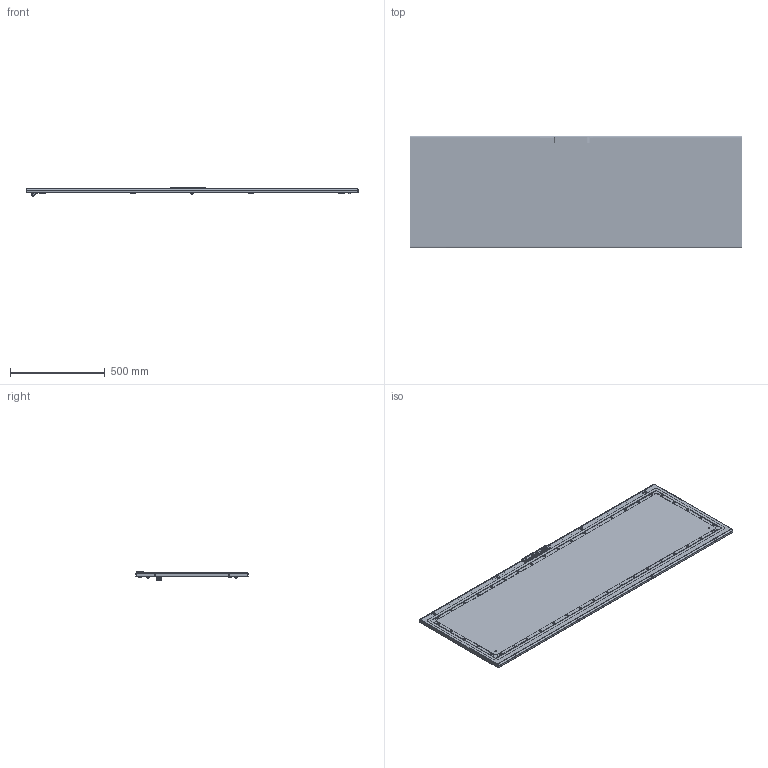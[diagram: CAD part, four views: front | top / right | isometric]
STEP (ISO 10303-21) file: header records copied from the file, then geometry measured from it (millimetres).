
FILE_DESCRIPTION (( 'STEP AP203' ), '1' );
FILE_NAME ('1800x600.step', '2011-02-16T12:14:14', ( 'User' ), ( 'DKC' ), 'SwSTEP 2.0', 'SolidWorks 2010', '' );
FILE_SCHEMA (( 'CONFIG_CONTROL_DESIGN' ));
Products named in the file (33): AC00C184 dado telaio interno porta_Default; Sostegno autoallineante per porta AC00C446; Wood screw 4.2x13_Tapping screw DIN 7049-ST4.2x13-F-H-S; land; Çåðêàëüíî îòðàçèòüboccola AC00C378; Montante verticale + Traversa orizzontale interno porta_Traversa orizzontale 600; hinge AC00C170_Default; Tappo_?????; RAMBLOCK montata modificated_Default; Ingranaggio per cariglione modificated_AC00C388; Montante verticale + Traversa orizzontale interno porta_Montante verticale 1800; terminator for door.SLDPRT; basetta esterna_AC00C506; Sviluppo porta quadro_1800x600; Hex Flange Bolt M6x10_ISO 4162 - M6 x 12 x 12-S; linguetta_AC00C387; AC00C400 Quadro IP55 Guida aste_Default; distanziale di gomma per RAM BLOCK_Default; AC00C183_Default; 1800x600; Nut M6_Hexagon Nut ISO - 4034 - M6 - S; sealant for sviluppo porta quadro_1800x600; end-cap_AC00C061; boccola AC00C378; Çåðêàëüíî îòðàçèòüterminator for door.SLDPRT; Sealing ring; ASTINA Inferiore_1800; maniglia RAM BLOCK modificated_AC00C505; inserto chiave per maniglia RAM BLOCK_AC00C389; ribattino AC00C377; Çåðêàëüíî îòðàçèòüterminator for door.SLDPRT1; Çåðêàëüíî îòðàçèòüribattino AC00C377; ASTINA Superiore_1800
Assembly tree (72 placements, depth 3):
  1800x600
    AC00C400 Quadro IP55 Guida aste_Default  x4
    RAMBLOCK montata modificated_Default
      Sealing ring
      basetta esterna_AC00C506
      Ingranaggio per cariglione modificated_AC00C388
      maniglia RAM BLOCK modificated_AC00C505
      inserto chiave per maniglia RAM BLOCK_AC00C389
    ASTINA Inferiore_1800
    Nut M6_Hexagon Nut ISO - 4034 - M6 - S  x4
    AC00C184 dado telaio interno porta_Default  x6
    land  x12
    distanziale di gomma per RAM BLOCK_Default  x2
    terminator for door.SLDPRT  x2
      ribattino AC00C377
      boccola AC00C378
    AC00C183_Default  x4
    hinge AC00C170_Default  x4
    sealant for sviluppo porta quadro_1800x600
    Wood screw 4.2x13_Tapping screw DIN 7049-ST4.2x13-F-H-S  x5
    Sviluppo porta quadro_1800x600
    Çåðêàëüíî îòðàçèòüterminator for door.SLDPRT1
      Çåðêàëüíî îòðàçèòüribattino AC00C377
      Çåðêàëüíî îòðàçèòüboccola AC00C378
    Montante verticale + Traversa orizzontale interno porta_Traversa orizzontale 600  x2
    Hex Flange Bolt M6x10_ISO 4162 - M6 x 12 x 12-S
    end-cap_AC00C061  x2
    Montante verticale + Traversa orizzontale interno porta_Montante verticale 1800  x2
    Sostegno autoallineante per porta AC00C446
    ASTINA Superiore_1800
    linguetta_AC00C387
    Çåðêàëüíî îòðàçèòüterminator for door.SLDPRT
      Çåðêàëüíî îòðàçèòüribattino AC00C377
      Çåðêàëüíî îòðàçèòüboccola AC00C378
    Tappo_?????  x2
Bounding box: 1755 x 594 x 52.66 mm (x, y, z)
Volume: 3214665.6 mm3; surface area: 3212156 mm2
Topology: 81 solids, 81 shells, 8287 faces, 22960 edges, 14946 vertices
Faces by surface type: bspline 3427, cylinder 2166, plane 2147, cone 469, torus 60, sphere 18
Entity records: 86617 total; most frequent: CARTESIAN_POINT 30869, ORIENTED_EDGE 11298, DIRECTION 9843, EDGE_CURVE 5649, VERTEX_POINT 3624, AXIS2_PLACEMENT_3D 3492, LINE 2859, VECTOR 2859
